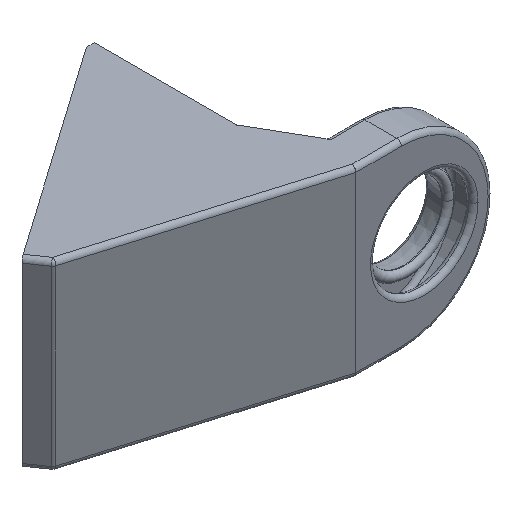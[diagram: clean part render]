
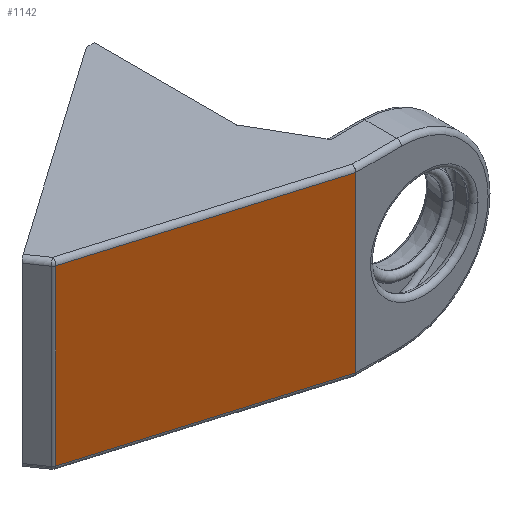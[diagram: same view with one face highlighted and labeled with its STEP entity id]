
A CAD part, isometric view. The second image highlights one B-rep face of the part: STEP entity #1142.
In plain terms, the highlighted planar face has unit normal (-0.287, -0.958, 0).
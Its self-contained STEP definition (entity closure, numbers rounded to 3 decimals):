
#74 = EDGE_CURVE ( 'NONE', #1077, #1181, #2947, .T. ) ;
#424 = EDGE_LOOP ( 'NONE', ( #754, #2001, #969, #2368 ) ) ;
#490 = DIRECTION ( 'NONE',  ( -0.287, -0.958, 0. ) ) ;
#547 = CARTESIAN_POINT ( 'NONE',  ( -15., -57.1, -19. ) ) ;
#582 = CARTESIAN_POINT ( 'NONE',  ( -65.898, -41.839, 19. ) ) ;
#728 = PLANE ( 'NONE',  #1728 ) ;
#754 = ORIENTED_EDGE ( 'NONE', *, *, #1946, .T. ) ;
#892 = EDGE_CURVE ( 'NONE', #1680, #1200, #2966, .T. ) ;
#968 = CARTESIAN_POINT ( 'NONE',  ( -65.898, -41.839, -20. ) ) ;
#969 = ORIENTED_EDGE ( 'NONE', *, *, #2903, .T. ) ;
#975 = FACE_OUTER_BOUND ( 'NONE', #424, .T. ) ;
#1008 = CARTESIAN_POINT ( 'NONE',  ( -65.565, -41.939, 19. ) ) ;
#1077 = VERTEX_POINT ( 'NONE', #1134 ) ;
#1134 = CARTESIAN_POINT ( 'NONE',  ( -15., -57.1, 19. ) ) ;
#1142 = ADVANCED_FACE ( 'NONE', ( #975 ), #728, .T. ) ;
#1181 = VERTEX_POINT ( 'NONE', #1008 ) ;
#1200 = VERTEX_POINT ( 'NONE', #547 ) ;
#1246 = VECTOR ( 'NONE', #1534, 1000. ) ;
#1534 = DIRECTION ( 'NONE',  ( -0.958, 0.287, 0. ) ) ;
#1680 = VERTEX_POINT ( 'NONE', #2790 ) ;
#1728 = AXIS2_PLACEMENT_3D ( 'NONE', #968, #490, #1878 ) ;
#1878 = DIRECTION ( 'NONE',  ( 0.958, -0.287, 0. ) ) ;
#1941 = CARTESIAN_POINT ( 'NONE',  ( -65.898, -41.839, -19. ) ) ;
#1946 = EDGE_CURVE ( 'NONE', #1181, #1680, #2600, .T. ) ;
#2001 = ORIENTED_EDGE ( 'NONE', *, *, #892, .T. ) ;
#2082 = DIRECTION ( 'NONE',  ( 0., 0., 1. ) ) ;
#2121 = DIRECTION ( 'NONE',  ( 0., 0., -1. ) ) ;
#2151 = VECTOR ( 'NONE', #2660, 1000. ) ;
#2238 = VECTOR ( 'NONE', #2082, 1000. ) ;
#2368 = ORIENTED_EDGE ( 'NONE', *, *, #74, .T. ) ;
#2522 = VECTOR ( 'NONE', #2121, 1000. ) ;
#2535 = CARTESIAN_POINT ( 'NONE',  ( -15., -57.1, -20. ) ) ;
#2600 = LINE ( 'NONE', #2643, #2522 ) ;
#2643 = CARTESIAN_POINT ( 'NONE',  ( -65.565, -41.939, -20. ) ) ;
#2660 = DIRECTION ( 'NONE',  ( 0.958, -0.287, 0. ) ) ;
#2734 = LINE ( 'NONE', #2535, #2238 ) ;
#2790 = CARTESIAN_POINT ( 'NONE',  ( -65.565, -41.939, -19. ) ) ;
#2903 = EDGE_CURVE ( 'NONE', #1200, #1077, #2734, .T. ) ;
#2947 = LINE ( 'NONE', #582, #1246 ) ;
#2966 = LINE ( 'NONE', #1941, #2151 ) ;
